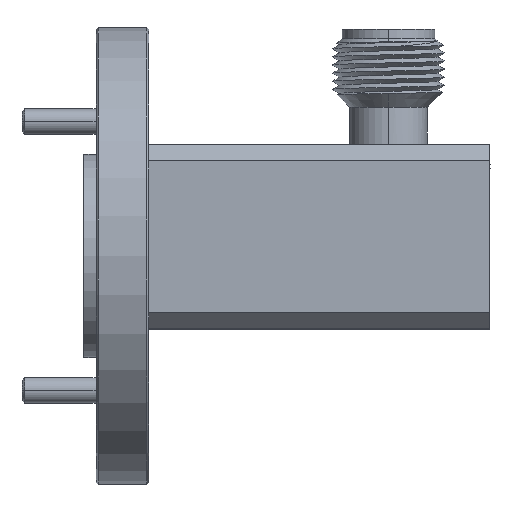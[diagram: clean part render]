
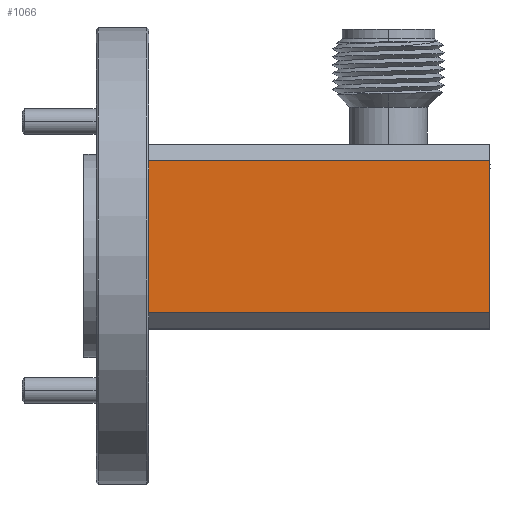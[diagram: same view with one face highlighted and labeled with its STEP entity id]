
A CAD part, top view. The second image highlights one B-rep face of the part: STEP entity #1066.
In plain terms, the highlighted planar face has unit normal (0, 0, 1).
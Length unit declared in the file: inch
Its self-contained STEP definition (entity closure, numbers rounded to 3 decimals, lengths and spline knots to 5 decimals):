
#238 = ORIENTED_EDGE ( 'NONE', *, *, #8050, .T. ) ;
#1002 = VERTEX_POINT ( 'NONE', #1514 ) ;
#1066 = ADVANCED_FACE ( 'NONE', ( #6952 ), #10490, .F. ) ;
#1219 = AXIS2_PLACEMENT_3D ( 'NONE', #6988, #5188, #7945 ) ;
#1413 = VERTEX_POINT ( 'NONE', #2603 ) ;
#1514 = CARTESIAN_POINT ( 'NONE',  ( 0.01668, 1.08145, 1.17614 ) ) ;
#1582 = ORIENTED_EDGE ( 'NONE', *, *, #7525, .T. ) ;
#1818 = CARTESIAN_POINT ( 'NONE',  ( 0.01668, 1.12145, 1.17614 ) ) ;
#1905 = CARTESIAN_POINT ( 'NONE',  ( 0.85668, 1.08145, 1.17614 ) ) ;
#2424 = VECTOR ( 'NONE', #5221, 39.37008 ) ;
#2603 = CARTESIAN_POINT ( 'NONE',  ( 0.85668, 0.70645, 1.17614 ) ) ;
#2977 = LINE ( 'NONE', #1905, #2424 ) ;
#3458 = DIRECTION ( 'NONE',  ( 0., -1., 0. ) ) ;
#3482 = VECTOR ( 'NONE', #10422, 39.37008 ) ;
#3518 = CARTESIAN_POINT ( 'NONE',  ( 0.85668, 0.70645, 1.17614 ) ) ;
#3602 = ORIENTED_EDGE ( 'NONE', *, *, #6551, .T. ) ;
#4288 = LINE ( 'NONE', #10290, #5652 ) ;
#4845 = LINE ( 'NONE', #1818, #10029 ) ;
#5188 = DIRECTION ( 'NONE',  ( 0., 0., -1. ) ) ;
#5214 = CARTESIAN_POINT ( 'NONE',  ( 0.01668, 0.70645, 1.17614 ) ) ;
#5221 = DIRECTION ( 'NONE',  ( -1., 0., 0. ) ) ;
#5546 = LINE ( 'NONE', #3518, #3482 ) ;
#5652 = VECTOR ( 'NONE', #6288, 39.37008 ) ;
#6288 = DIRECTION ( 'NONE',  ( 0., -1., 0. ) ) ;
#6551 = EDGE_CURVE ( 'NONE', #1002, #10944, #4845, .T. ) ;
#6952 = FACE_OUTER_BOUND ( 'NONE', #11283, .T. ) ;
#6988 = CARTESIAN_POINT ( 'NONE',  ( 0.85668, 1.12145, 1.17614 ) ) ;
#7525 = EDGE_CURVE ( 'NONE', #9553, #1002, #2977, .T. ) ;
#7945 = DIRECTION ( 'NONE',  ( 0., 1., 0. ) ) ;
#8050 = EDGE_CURVE ( 'NONE', #10944, #1413, #5546, .T. ) ;
#9553 = VERTEX_POINT ( 'NONE', #10617 ) ;
#10029 = VECTOR ( 'NONE', #3458, 39.37008 ) ;
#10290 = CARTESIAN_POINT ( 'NONE',  ( 0.85668, 1.12145, 1.17614 ) ) ;
#10422 = DIRECTION ( 'NONE',  ( 1., 0., 0. ) ) ;
#10490 = PLANE ( 'NONE',  #1219 ) ;
#10617 = CARTESIAN_POINT ( 'NONE',  ( 0.85668, 1.08145, 1.17614 ) ) ;
#10944 = VERTEX_POINT ( 'NONE', #5214 ) ;
#11045 = EDGE_CURVE ( 'NONE', #9553, #1413, #4288, .T. ) ;
#11225 = ORIENTED_EDGE ( 'NONE', *, *, #11045, .F. ) ;
#11283 = EDGE_LOOP ( 'NONE', ( #3602, #238, #11225, #1582 ) ) ;
